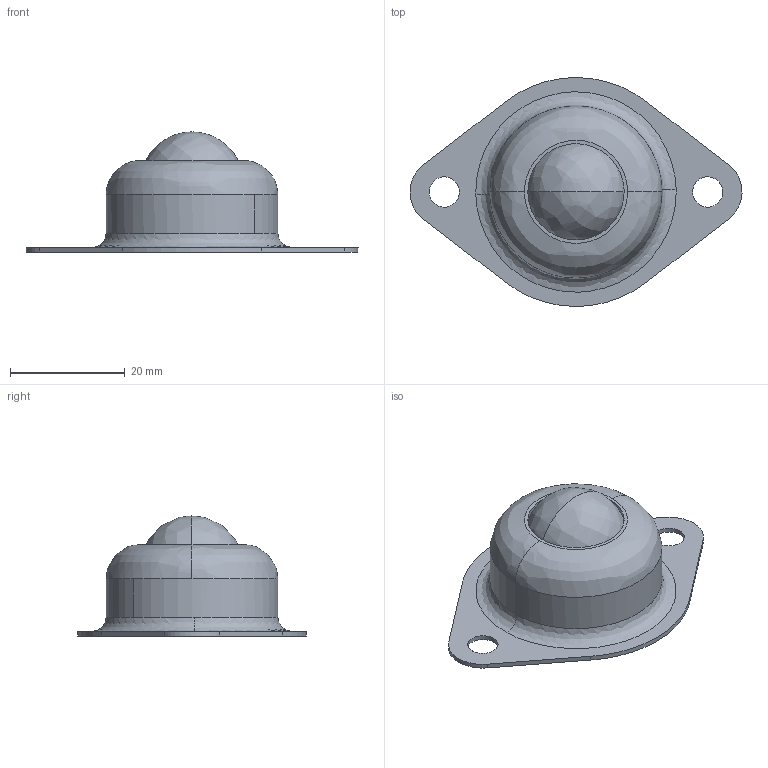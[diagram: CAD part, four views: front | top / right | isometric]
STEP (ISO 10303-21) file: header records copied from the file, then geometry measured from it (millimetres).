
FILE_DESCRIPTION((''),'2;1');
FILE_NAME('','2009-01-19T13:42:28',(''),(''),'','CADfix','');
FILE_SCHEMA(('AUTOMOTIVE_DESIGN { 1 0 10303 214 1 1 1 1 }'));
Length unit declared in the file: millimetre
Bounding box: 57.99 x 40 x 21 mm (x, y, z)
Volume: 6171.7 mm3; surface area: 9079.3 mm2
Topology: 3 solids, 3 shells, 50 faces, 194 edges, 152 vertices
Faces by surface type: bspline 50
Entity records: 3811 total; most frequent: CARTESIAN_POINT 2661, ORIENTED_EDGE 388, EDGE_CURVE 194, B_SPLINE_CURVE_WITH_KNOTS 160, VERTEX_POINT 152, EDGE_LOOP 58, FACE_OUTER_BOUND 50, ADVANCED_FACE 50
